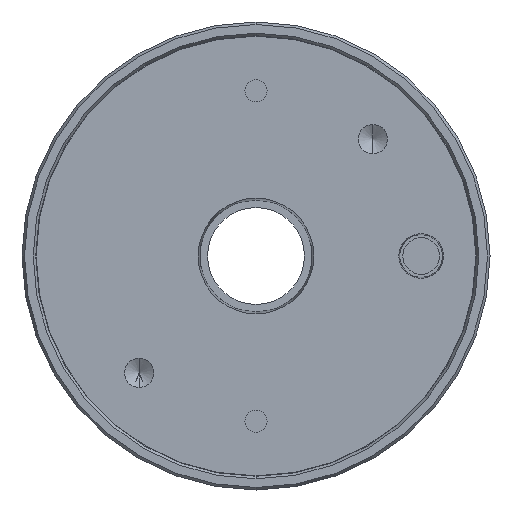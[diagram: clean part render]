
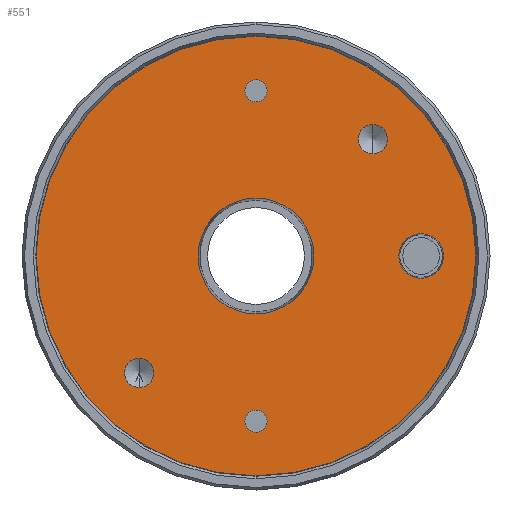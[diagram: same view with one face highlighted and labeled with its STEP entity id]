
A CAD part, front view. The second image highlights one B-rep face of the part: STEP entity #551.
In plain terms, the highlighted planar face has unit normal (0, -1, 0).
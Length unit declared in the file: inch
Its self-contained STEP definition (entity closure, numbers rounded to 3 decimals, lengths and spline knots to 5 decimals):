
#6 = CARTESIAN_POINT ( 'NONE',  ( 0., 0., 1.5 ) ) ;
#54 = EDGE_CURVE ( 'NONE', #785, #525, #323, .T. ) ;
#105 = DIRECTION ( 'NONE',  ( 0., 0., -1. ) ) ;
#114 = VERTEX_POINT ( 'NONE', #2639 ) ;
#124 = CARTESIAN_POINT ( 'NONE',  ( 1.5, 0., -0.2025 ) ) ;
#126 = ORIENTED_EDGE ( 'NONE', *, *, #482, .F. ) ;
#156 = CARTESIAN_POINT ( 'NONE',  ( 1.5, 0., 0. ) ) ;
#161 = CARTESIAN_POINT ( 'NONE',  ( 0., 0., -1.6005 ) ) ;
#164 = CIRCLE ( 'NONE', #1027, 0.2025 ) ;
#191 = FACE_BOUND ( 'NONE', #762, .T. ) ;
#197 = AXIS2_PLACEMENT_3D ( 'NONE', #2249, #2103, #1018 ) ;
#208 = CARTESIAN_POINT ( 'NONE',  ( 0., 0., -1.5 ) ) ;
#238 = CIRCLE ( 'NONE', #510, 0.13281 ) ;
#263 = CIRCLE ( 'NONE', #2411, 0.1005 ) ;
#286 = ORIENTED_EDGE ( 'NONE', *, *, #2763, .F. ) ;
#296 = CARTESIAN_POINT ( 'NONE',  ( 0., 0., 0.525 ) ) ;
#301 = VERTEX_POINT ( 'NONE', #2300 ) ;
#309 = CARTESIAN_POINT ( 'NONE',  ( -1.06066, 0., -1.06066 ) ) ;
#323 = CIRCLE ( 'NONE', #1617, 0.13281 ) ;
#324 = AXIS2_PLACEMENT_3D ( 'NONE', #156, #1632, #2730 ) ;
#363 = EDGE_CURVE ( 'NONE', #1429, #1106, #2601, .T. ) ;
#407 = AXIS2_PLACEMENT_3D ( 'NONE', #1759, #1094, #2603 ) ;
#426 = DIRECTION ( 'NONE',  ( 0., -1., 0. ) ) ;
#434 = DIRECTION ( 'NONE',  ( 0., 0., -1. ) ) ;
#440 = DIRECTION ( 'NONE',  ( 0., 0., -1. ) ) ;
#477 = DIRECTION ( 'NONE',  ( 0., 0., -1. ) ) ;
#482 = EDGE_CURVE ( 'NONE', #2605, #959, #1039, .T. ) ;
#510 = AXIS2_PLACEMENT_3D ( 'NONE', #2624, #2436, #1966 ) ;
#525 = VERTEX_POINT ( 'NONE', #1014 ) ;
#542 = CARTESIAN_POINT ( 'NONE',  ( 1.5, 0., 0.2025 ) ) ;
#551 = ADVANCED_FACE ( 'NONE', ( #1262, #2125, #191, #2272, #1208, #2068, #998 ), #2492, .F. ) ;
#591 = CARTESIAN_POINT ( 'NONE',  ( 1.5, 0., 0. ) ) ;
#601 = ORIENTED_EDGE ( 'NONE', *, *, #2719, .F. ) ;
#697 = ORIENTED_EDGE ( 'NONE', *, *, #2260, .F. ) ;
#721 = CARTESIAN_POINT ( 'NONE',  ( 0., 0., 1.3995 ) ) ;
#736 = ORIENTED_EDGE ( 'NONE', *, *, #1442, .F. ) ;
#739 = DIRECTION ( 'NONE',  ( 0., -1., 0. ) ) ;
#754 = DIRECTION ( 'NONE',  ( 0., -1., 0. ) ) ;
#762 = EDGE_LOOP ( 'NONE', ( #1355, #2036 ) ) ;
#785 = VERTEX_POINT ( 'NONE', #1845 ) ;
#864 = DIRECTION ( 'NONE',  ( 0., -1., 0. ) ) ;
#913 = DIRECTION ( 'NONE',  ( 0., -1., 0. ) ) ;
#918 = AXIS2_PLACEMENT_3D ( 'NONE', #208, #426, #434 ) ;
#953 = EDGE_LOOP ( 'NONE', ( #2316, #736 ) ) ;
#959 = VERTEX_POINT ( 'NONE', #2430 ) ;
#970 = ORIENTED_EDGE ( 'NONE', *, *, #2579, .T. ) ;
#974 = DIRECTION ( 'NONE',  ( 0., 0., -1. ) ) ;
#998 = FACE_OUTER_BOUND ( 'NONE', #1031, .T. ) ;
#1005 = CARTESIAN_POINT ( 'NONE',  ( 0., 0., 0. ) ) ;
#1014 = CARTESIAN_POINT ( 'NONE',  ( 1.06066, 0., 0.92785 ) ) ;
#1018 = DIRECTION ( 'NONE',  ( 0., 0., -1. ) ) ;
#1027 = AXIS2_PLACEMENT_3D ( 'NONE', #591, #1434, #974 ) ;
#1031 = EDGE_LOOP ( 'NONE', ( #970, #1456 ) ) ;
#1039 = CIRCLE ( 'NONE', #1663, 0.525 ) ;
#1053 = CIRCLE ( 'NONE', #1132, 0.525 ) ;
#1094 = DIRECTION ( 'NONE',  ( 0., 1., 0. ) ) ;
#1106 = VERTEX_POINT ( 'NONE', #2266 ) ;
#1132 = AXIS2_PLACEMENT_3D ( 'NONE', #2381, #2166, #1289 ) ;
#1208 = FACE_BOUND ( 'NONE', #2051, .T. ) ;
#1262 = FACE_BOUND ( 'NONE', #1556, .T. ) ;
#1276 = CIRCLE ( 'NONE', #2770, 0.13281 ) ;
#1277 = CIRCLE ( 'NONE', #197, 0.1005 ) ;
#1289 = DIRECTION ( 'NONE',  ( 0., 0., -1. ) ) ;
#1333 = EDGE_CURVE ( 'NONE', #959, #2605, #1053, .T. ) ;
#1348 = AXIS2_PLACEMENT_3D ( 'NONE', #6, #913, #477 ) ;
#1355 = ORIENTED_EDGE ( 'NONE', *, *, #363, .F. ) ;
#1387 = VERTEX_POINT ( 'NONE', #2012 ) ;
#1399 = CIRCLE ( 'NONE', #1764, 1.996 ) ;
#1403 = ORIENTED_EDGE ( 'NONE', *, *, #2002, .F. ) ;
#1429 = VERTEX_POINT ( 'NONE', #721 ) ;
#1434 = DIRECTION ( 'NONE',  ( 0., -1., 0. ) ) ;
#1442 = EDGE_CURVE ( 'NONE', #1930, #1478, #263, .T. ) ;
#1456 = ORIENTED_EDGE ( 'NONE', *, *, #2634, .T. ) ;
#1477 = CIRCLE ( 'NONE', #1975, 0.13281 ) ;
#1478 = VERTEX_POINT ( 'NONE', #161 ) ;
#1534 = CIRCLE ( 'NONE', #324, 0.2025 ) ;
#1556 = EDGE_LOOP ( 'NONE', ( #1403, #2536 ) ) ;
#1599 = DIRECTION ( 'NONE',  ( 0., 0., -1. ) ) ;
#1617 = AXIS2_PLACEMENT_3D ( 'NONE', #2363, #864, #440 ) ;
#1632 = DIRECTION ( 'NONE',  ( 0., -1., 0. ) ) ;
#1663 = AXIS2_PLACEMENT_3D ( 'NONE', #1844, #2108, #2376 ) ;
#1732 = VERTEX_POINT ( 'NONE', #542 ) ;
#1750 = EDGE_CURVE ( 'NONE', #1106, #1429, #1277, .T. ) ;
#1759 = CARTESIAN_POINT ( 'NONE',  ( 0., 0., 0. ) ) ;
#1764 = AXIS2_PLACEMENT_3D ( 'NONE', #2671, #754, #1599 ) ;
#1775 = CARTESIAN_POINT ( 'NONE',  ( 0., 0., -1.3995 ) ) ;
#1803 = CARTESIAN_POINT ( 'NONE',  ( -1.06066, 0., -1.06066 ) ) ;
#1814 = DIRECTION ( 'NONE',  ( 0., 0., -1. ) ) ;
#1844 = CARTESIAN_POINT ( 'NONE',  ( 0., 0., 0. ) ) ;
#1845 = CARTESIAN_POINT ( 'NONE',  ( 1.06066, 0., 1.19348 ) ) ;
#1930 = VERTEX_POINT ( 'NONE', #1775 ) ;
#1966 = DIRECTION ( 'NONE',  ( 0., 0., -1. ) ) ;
#1975 = AXIS2_PLACEMENT_3D ( 'NONE', #309, #739, #105 ) ;
#1993 = ORIENTED_EDGE ( 'NONE', *, *, #2537, .F. ) ;
#2002 = EDGE_CURVE ( 'NONE', #525, #785, #238, .T. ) ;
#2012 = CARTESIAN_POINT ( 'NONE',  ( 0., 0., -1.996 ) ) ;
#2014 = DIRECTION ( 'NONE',  ( 0., -1., 0. ) ) ;
#2036 = ORIENTED_EDGE ( 'NONE', *, *, #1750, .F. ) ;
#2051 = EDGE_LOOP ( 'NONE', ( #601, #286 ) ) ;
#2068 = FACE_BOUND ( 'NONE', #2372, .T. ) ;
#2076 = DIRECTION ( 'NONE',  ( 0., 0., -1. ) ) ;
#2103 = DIRECTION ( 'NONE',  ( 0., -1., 0. ) ) ;
#2108 = DIRECTION ( 'NONE',  ( 0., -1., 0. ) ) ;
#2109 = DIRECTION ( 'NONE',  ( 0., 0., -1. ) ) ;
#2125 = FACE_BOUND ( 'NONE', #2659, .T. ) ;
#2150 = CARTESIAN_POINT ( 'NONE',  ( -1.06066, 0., -0.92785 ) ) ;
#2166 = DIRECTION ( 'NONE',  ( 0., -1., 0. ) ) ;
#2178 = EDGE_CURVE ( 'NONE', #1478, #1930, #2256, .T. ) ;
#2210 = DIRECTION ( 'NONE',  ( 0., -1., 0. ) ) ;
#2244 = ORIENTED_EDGE ( 'NONE', *, *, #1333, .F. ) ;
#2249 = CARTESIAN_POINT ( 'NONE',  ( 0., 0., 1.5 ) ) ;
#2256 = CIRCLE ( 'NONE', #918, 0.1005 ) ;
#2260 = EDGE_CURVE ( 'NONE', #114, #2522, #1276, .T. ) ;
#2266 = CARTESIAN_POINT ( 'NONE',  ( 0., 0., 1.6005 ) ) ;
#2272 = FACE_BOUND ( 'NONE', #953, .T. ) ;
#2293 = DIRECTION ( 'NONE',  ( 0., -1., 0. ) ) ;
#2300 = CARTESIAN_POINT ( 'NONE',  ( 0., 0., 1.996 ) ) ;
#2316 = ORIENTED_EDGE ( 'NONE', *, *, #2178, .F. ) ;
#2363 = CARTESIAN_POINT ( 'NONE',  ( 1.06066, 0., 1.06066 ) ) ;
#2372 = EDGE_LOOP ( 'NONE', ( #2244, #126 ) ) ;
#2376 = DIRECTION ( 'NONE',  ( 0., 0., -1. ) ) ;
#2381 = CARTESIAN_POINT ( 'NONE',  ( 0., 0., 0. ) ) ;
#2402 = VERTEX_POINT ( 'NONE', #124 ) ;
#2411 = AXIS2_PLACEMENT_3D ( 'NONE', #2415, #2210, #2109 ) ;
#2415 = CARTESIAN_POINT ( 'NONE',  ( 0., 0., -1.5 ) ) ;
#2430 = CARTESIAN_POINT ( 'NONE',  ( 0., 0., -0.525 ) ) ;
#2436 = DIRECTION ( 'NONE',  ( 0., -1., 0. ) ) ;
#2467 = AXIS2_PLACEMENT_3D ( 'NONE', #1005, #2293, #2076 ) ;
#2492 = PLANE ( 'NONE',  #407 ) ;
#2522 = VERTEX_POINT ( 'NONE', #2150 ) ;
#2536 = ORIENTED_EDGE ( 'NONE', *, *, #54, .F. ) ;
#2537 = EDGE_CURVE ( 'NONE', #2522, #114, #1477, .T. ) ;
#2579 = EDGE_CURVE ( 'NONE', #1387, #301, #1399, .T. ) ;
#2601 = CIRCLE ( 'NONE', #1348, 0.1005 ) ;
#2603 = DIRECTION ( 'NONE',  ( 0., 0., 1. ) ) ;
#2605 = VERTEX_POINT ( 'NONE', #296 ) ;
#2607 = CIRCLE ( 'NONE', #2467, 1.996 ) ;
#2624 = CARTESIAN_POINT ( 'NONE',  ( 1.06066, 0., 1.06066 ) ) ;
#2634 = EDGE_CURVE ( 'NONE', #301, #1387, #2607, .T. ) ;
#2639 = CARTESIAN_POINT ( 'NONE',  ( -1.06066, 0., -1.19348 ) ) ;
#2659 = EDGE_LOOP ( 'NONE', ( #697, #1993 ) ) ;
#2671 = CARTESIAN_POINT ( 'NONE',  ( 0., 0., 0. ) ) ;
#2719 = EDGE_CURVE ( 'NONE', #2402, #1732, #1534, .T. ) ;
#2730 = DIRECTION ( 'NONE',  ( 0., 0., -1. ) ) ;
#2763 = EDGE_CURVE ( 'NONE', #1732, #2402, #164, .T. ) ;
#2770 = AXIS2_PLACEMENT_3D ( 'NONE', #1803, #2014, #1814 ) ;
